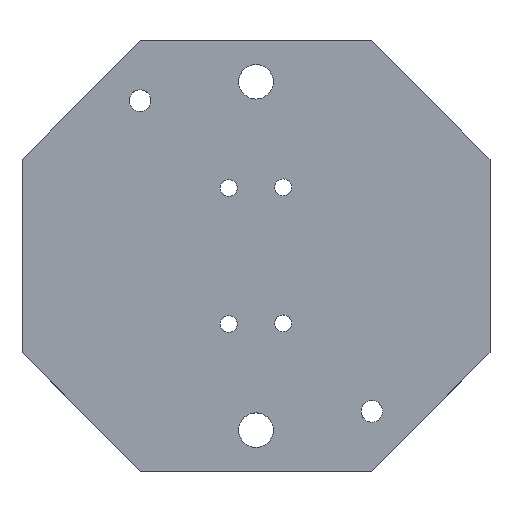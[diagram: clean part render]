
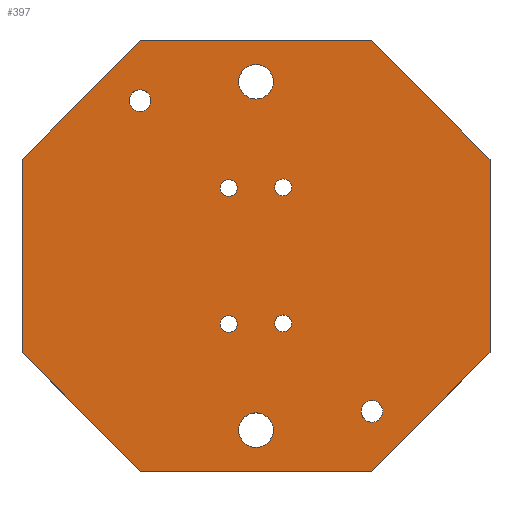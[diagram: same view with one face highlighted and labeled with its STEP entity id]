
A CAD part, top view. The second image highlights one B-rep face of the part: STEP entity #397.
In plain terms, the highlighted planar face has unit normal (0, 0, 1).
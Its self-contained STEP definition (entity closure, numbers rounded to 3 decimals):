
#79=CIRCLE('',#429,2.);
#80=CIRCLE('',#430,2.);
#81=CIRCLE('',#431,3.175);
#82=CIRCLE('',#432,3.175);
#83=CIRCLE('',#433,1.55);
#84=CIRCLE('',#434,1.55);
#85=CIRCLE('',#435,1.55);
#86=CIRCLE('',#436,1.55);
#127=ORIENTED_EDGE('',*,*,#199,.F.);
#128=ORIENTED_EDGE('',*,*,#200,.F.);
#129=ORIENTED_EDGE('',*,*,#201,.F.);
#130=ORIENTED_EDGE('',*,*,#202,.F.);
#131=ORIENTED_EDGE('',*,*,#203,.T.);
#132=ORIENTED_EDGE('',*,*,#204,.T.);
#133=ORIENTED_EDGE('',*,*,#205,.T.);
#134=ORIENTED_EDGE('',*,*,#206,.T.);
#135=ORIENTED_EDGE('',*,*,#177,.F.);
#136=ORIENTED_EDGE('',*,*,#198,.F.);
#137=ORIENTED_EDGE('',*,*,#195,.F.);
#138=ORIENTED_EDGE('',*,*,#192,.F.);
#139=ORIENTED_EDGE('',*,*,#189,.F.);
#140=ORIENTED_EDGE('',*,*,#186,.F.);
#141=ORIENTED_EDGE('',*,*,#183,.F.);
#142=ORIENTED_EDGE('',*,*,#180,.F.);
#177=EDGE_CURVE('',#217,#218,#249,.T.);
#180=EDGE_CURVE('',#218,#220,#252,.T.);
#183=EDGE_CURVE('',#220,#222,#255,.T.);
#186=EDGE_CURVE('',#222,#224,#258,.T.);
#189=EDGE_CURVE('',#224,#226,#261,.T.);
#192=EDGE_CURVE('',#226,#228,#264,.T.);
#195=EDGE_CURVE('',#228,#230,#267,.T.);
#198=EDGE_CURVE('',#230,#217,#270,.T.);
#199=EDGE_CURVE('',#231,#231,#79,.T.);
#200=EDGE_CURVE('',#232,#232,#80,.T.);
#201=EDGE_CURVE('',#233,#233,#81,.T.);
#202=EDGE_CURVE('',#234,#234,#82,.T.);
#203=EDGE_CURVE('',#235,#235,#83,.T.);
#204=EDGE_CURVE('',#236,#236,#84,.T.);
#205=EDGE_CURVE('',#237,#237,#85,.T.);
#206=EDGE_CURVE('',#238,#238,#86,.T.);
#217=VERTEX_POINT('',#586);
#218=VERTEX_POINT('',#588);
#220=VERTEX_POINT('',#594);
#222=VERTEX_POINT('',#600);
#224=VERTEX_POINT('',#606);
#226=VERTEX_POINT('',#612);
#228=VERTEX_POINT('',#618);
#230=VERTEX_POINT('',#624);
#231=VERTEX_POINT('',#631);
#232=VERTEX_POINT('',#633);
#233=VERTEX_POINT('',#635);
#234=VERTEX_POINT('',#637);
#235=VERTEX_POINT('',#639);
#236=VERTEX_POINT('',#641);
#237=VERTEX_POINT('',#643);
#238=VERTEX_POINT('',#645);
#249=LINE('',#587,#273);
#252=LINE('',#593,#276);
#255=LINE('',#599,#279);
#258=LINE('',#605,#282);
#261=LINE('',#611,#285);
#264=LINE('',#617,#288);
#267=LINE('',#623,#291);
#270=LINE('',#628,#294);
#273=VECTOR('',#476,1000.);
#276=VECTOR('',#481,1000.);
#279=VECTOR('',#486,1000.);
#282=VECTOR('',#491,1000.);
#285=VECTOR('',#496,1000.);
#288=VECTOR('',#501,1000.);
#291=VECTOR('',#506,1000.);
#294=VECTOR('',#511,1000.);
#303=EDGE_LOOP('',(#127));
#304=EDGE_LOOP('',(#128));
#305=EDGE_LOOP('',(#129));
#306=EDGE_LOOP('',(#130));
#307=EDGE_LOOP('',(#131));
#308=EDGE_LOOP('',(#132));
#309=EDGE_LOOP('',(#133));
#310=EDGE_LOOP('',(#134));
#311=EDGE_LOOP('',(#135,#136,#137,#138,#139,#140,#141,#142));
#345=FACE_BOUND('',#303,.T.);
#346=FACE_BOUND('',#304,.T.);
#347=FACE_BOUND('',#305,.T.);
#348=FACE_BOUND('',#306,.T.);
#349=FACE_BOUND('',#307,.T.);
#350=FACE_BOUND('',#308,.T.);
#351=FACE_BOUND('',#309,.T.);
#352=FACE_BOUND('',#310,.T.);
#353=FACE_BOUND('',#311,.T.);
#387=PLANE('',#428);
#397=ADVANCED_FACE('',(#345,#346,#347,#348,#349,#350,#351,#352,#353),#387,
 .F.);
#428=AXIS2_PLACEMENT_3D('',#629,#512,#513);
#429=AXIS2_PLACEMENT_3D('',#630,#514,#515);
#430=AXIS2_PLACEMENT_3D('',#632,#516,#517);
#431=AXIS2_PLACEMENT_3D('',#634,#518,#519);
#432=AXIS2_PLACEMENT_3D('',#636,#520,#521);
#433=AXIS2_PLACEMENT_3D('',#638,#522,#523);
#434=AXIS2_PLACEMENT_3D('',#640,#524,#525);
#435=AXIS2_PLACEMENT_3D('',#642,#526,#527);
#436=AXIS2_PLACEMENT_3D('',#644,#528,#529);
#476=DIRECTION('',(0.707,0.707,0.));
#481=DIRECTION('',(1.,0.,0.));
#486=DIRECTION('',(0.707,-0.707,0.));
#491=DIRECTION('',(0.,-1.,0.));
#496=DIRECTION('',(-0.707,-0.707,0.));
#501=DIRECTION('',(-1.,0.,0.));
#506=DIRECTION('',(-0.707,0.707,0.));
#511=DIRECTION('',(0.,1.,0.));
#512=DIRECTION('',(0.,0.,-1.));
#513=DIRECTION('',(-1.,0.,0.));
#514=DIRECTION('',(0.,0.,1.));
#515=DIRECTION('',(-0.707,-0.707,0.));
#516=DIRECTION('',(0.,0.,1.));
#517=DIRECTION('',(-0.707,-0.707,0.));
#518=DIRECTION('',(0.,0.,1.));
#519=DIRECTION('',(0.,-1.,0.));
#520=DIRECTION('',(0.,0.,1.));
#521=DIRECTION('',(0.,-1.,0.));
#522=DIRECTION('',(0.,0.,-1.));
#523=DIRECTION('',(-1.,0.,0.));
#524=DIRECTION('',(0.,0.,-1.));
#525=DIRECTION('',(-1.,0.,0.));
#526=DIRECTION('',(0.,0.,-1.));
#527=DIRECTION('',(-1.,0.,0.));
#528=DIRECTION('',(0.,0.,-1.));
#529=DIRECTION('',(-1.,0.,0.));
#586=CARTESIAN_POINT('',(-42.988,17.806,3.175));
#587=CARTESIAN_POINT('',(-42.988,17.806,3.175));
#588=CARTESIAN_POINT('',(-21.287,39.53,3.175));
#593=CARTESIAN_POINT('',(-21.287,39.53,3.175));
#594=CARTESIAN_POINT('',(21.287,39.53,3.175));
#599=CARTESIAN_POINT('',(21.287,39.53,3.175));
#600=CARTESIAN_POINT('',(42.988,17.806,3.175));
#605=CARTESIAN_POINT('',(42.988,17.806,3.175));
#606=CARTESIAN_POINT('',(42.988,-17.806,3.175));
#611=CARTESIAN_POINT('',(42.988,-17.806,3.175));
#612=CARTESIAN_POINT('',(21.287,-39.53,3.175));
#617=CARTESIAN_POINT('',(21.287,-39.53,3.175));
#618=CARTESIAN_POINT('',(-21.287,-39.53,3.175));
#623=CARTESIAN_POINT('',(-21.287,-39.53,3.175));
#624=CARTESIAN_POINT('',(-42.988,-17.806,3.175));
#628=CARTESIAN_POINT('',(-42.988,-17.806,3.175));
#629=CARTESIAN_POINT('',(0.,0.,3.175));
#630=CARTESIAN_POINT('',(21.287,-28.53,3.175));
#631=CARTESIAN_POINT('',(19.874,-29.945,3.175));
#632=CARTESIAN_POINT('',(-21.287,28.53,3.175));
#633=CARTESIAN_POINT('',(-22.701,27.115,3.175));
#634=CARTESIAN_POINT('',(0.,32.,3.175));
#635=CARTESIAN_POINT('',(0.,28.825,3.175));
#636=CARTESIAN_POINT('',(0.,-32.,3.175));
#637=CARTESIAN_POINT('',(0.,-35.175,3.175));
#638=CARTESIAN_POINT('',(4.989,12.613,3.175));
#639=CARTESIAN_POINT('',(3.439,12.613,3.175));
#640=CARTESIAN_POINT('',(-5.011,12.5,3.175));
#641=CARTESIAN_POINT('',(-6.561,12.5,3.175));
#642=CARTESIAN_POINT('',(-5.011,-12.5,3.175));
#643=CARTESIAN_POINT('',(-6.561,-12.5,3.175));
#644=CARTESIAN_POINT('',(4.989,-12.387,3.175));
#645=CARTESIAN_POINT('',(3.439,-12.387,3.175));
